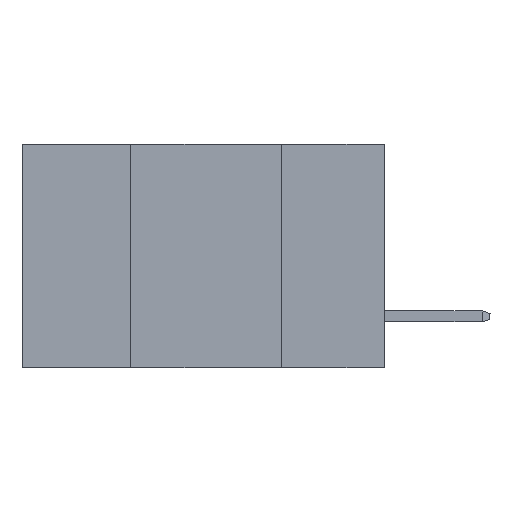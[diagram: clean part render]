
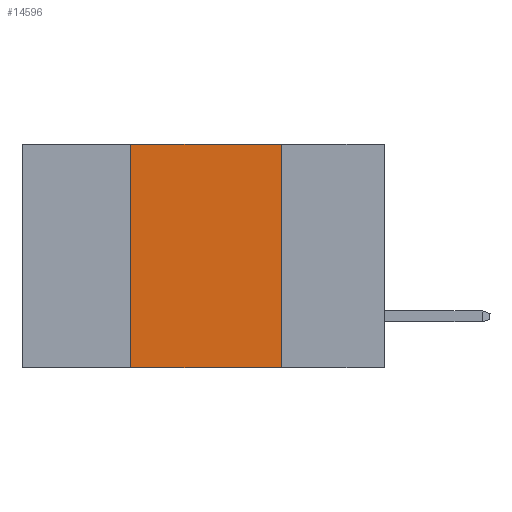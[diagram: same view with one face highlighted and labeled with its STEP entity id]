
A CAD part, left-side view. The second image highlights one B-rep face of the part: STEP entity #14596.
In plain terms, the highlighted planar face has unit normal (-1, 0, 0).
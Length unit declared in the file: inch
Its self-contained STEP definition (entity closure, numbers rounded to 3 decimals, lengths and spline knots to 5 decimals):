
#259 = LINE ( 'NONE', #11873, #10720 ) ;
#557 = VECTOR ( 'NONE', #4744, 39.37008 ) ;
#1192 = VERTEX_POINT ( 'NONE', #1843 ) ;
#1302 = VERTEX_POINT ( 'NONE', #4736 ) ;
#1419 = DIRECTION ( 'NONE',  ( 1., 0., 0. ) ) ;
#1443 = EDGE_CURVE ( 'NONE', #14023, #1302, #3808, .T. ) ;
#1511 = DIRECTION ( 'NONE',  ( 0., 0., -1. ) ) ;
#1843 = CARTESIAN_POINT ( 'NONE',  ( 0., 0.42, 0. ) ) ;
#1930 = LINE ( 'NONE', #16244, #557 ) ;
#2430 = CARTESIAN_POINT ( 'NONE',  ( 0., 0.17, -0.37 ) ) ;
#2506 = CARTESIAN_POINT ( 'NONE',  ( 0., 0.42, -0.37 ) ) ;
#2915 = EDGE_CURVE ( 'NONE', #12380, #1302, #259, .T. ) ;
#3754 = CARTESIAN_POINT ( 'NONE',  ( 0., 0.17, 0. ) ) ;
#3794 = DIRECTION ( 'NONE',  ( 0., 0., 1. ) ) ;
#3808 = LINE ( 'NONE', #2430, #11721 ) ;
#4736 = CARTESIAN_POINT ( 'NONE',  ( 0., 0.17, -0.37 ) ) ;
#4744 = DIRECTION ( 'NONE',  ( 0., -1., 0. ) ) ;
#5388 = DIRECTION ( 'NONE',  ( 0., -1., 0. ) ) ;
#6797 = ORIENTED_EDGE ( 'NONE', *, *, #14265, .F. ) ;
#7904 = VECTOR ( 'NONE', #3794, 39.37008 ) ;
#8013 = ORIENTED_EDGE ( 'NONE', *, *, #15218, .F. ) ;
#8678 = AXIS2_PLACEMENT_3D ( 'NONE', #9463, #1419, #1511 ) ;
#9383 = FACE_OUTER_BOUND ( 'NONE', #12575, .T. ) ;
#9463 = CARTESIAN_POINT ( 'NONE',  ( 0., 0.6, 0. ) ) ;
#10720 = VECTOR ( 'NONE', #5388, 39.37008 ) ;
#11267 = ORIENTED_EDGE ( 'NONE', *, *, #2915, .T. ) ;
#11721 = VECTOR ( 'NONE', #12771, 39.37008 ) ;
#11873 = CARTESIAN_POINT ( 'NONE',  ( 0., 0.6, -0.37 ) ) ;
#12380 = VERTEX_POINT ( 'NONE', #14595 ) ;
#12575 = EDGE_LOOP ( 'NONE', ( #16125, #6797, #8013, #11267 ) ) ;
#12771 = DIRECTION ( 'NONE',  ( 0., 0., -1. ) ) ;
#13028 = PLANE ( 'NONE',  #8678 ) ;
#14023 = VERTEX_POINT ( 'NONE', #3754 ) ;
#14265 = EDGE_CURVE ( 'NONE', #1192, #14023, #1930, .T. ) ;
#14595 = CARTESIAN_POINT ( 'NONE',  ( 0., 0.42, -0.37 ) ) ;
#14596 = ADVANCED_FACE ( 'NONE', ( #9383 ), #13028, .F. ) ;
#15218 = EDGE_CURVE ( 'NONE', #12380, #1192, #15384, .T. ) ;
#15384 = LINE ( 'NONE', #2506, #7904 ) ;
#16125 = ORIENTED_EDGE ( 'NONE', *, *, #1443, .F. ) ;
#16244 = CARTESIAN_POINT ( 'NONE',  ( 0., 0.6, 0. ) ) ;
